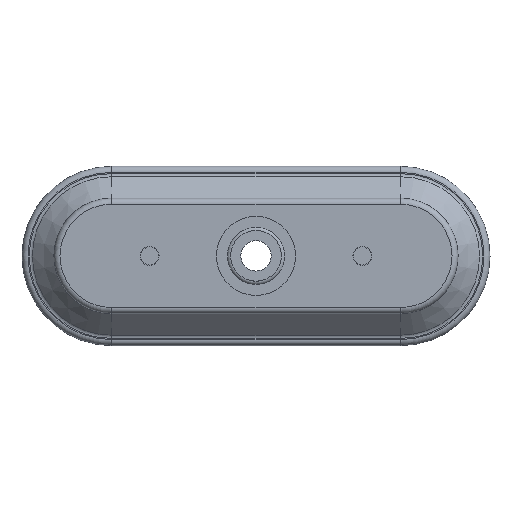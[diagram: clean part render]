
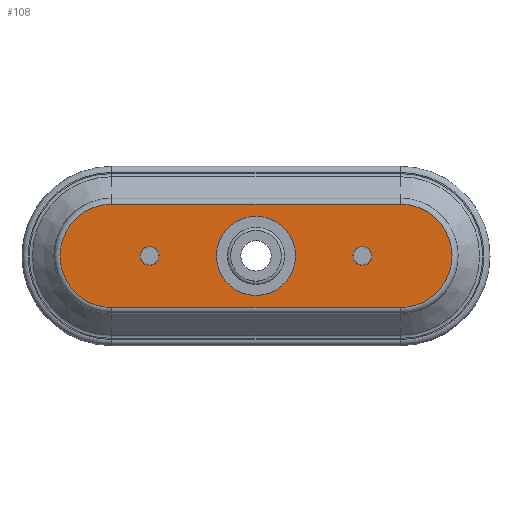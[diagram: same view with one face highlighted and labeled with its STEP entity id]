
A CAD part, top view. The second image highlights one B-rep face of the part: STEP entity #108.
In plain terms, the highlighted planar face has unit normal (0, 0, 1).
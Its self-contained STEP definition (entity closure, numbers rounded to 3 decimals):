
#108 = ADVANCED_FACE( '', ( #225, #226, #227, #228 ), #229, .F. );
#225 = FACE_OUTER_BOUND( '', #388, .T. );
#226 = FACE_BOUND( '', #389, .T. );
#227 = FACE_BOUND( '', #390, .T. );
#228 = FACE_BOUND( '', #391, .T. );
#229 = PLANE( '', #392 );
#388 = EDGE_LOOP( '', ( #671, #672, #673, #674 ) );
#389 = EDGE_LOOP( '', ( #675 ) );
#390 = EDGE_LOOP( '', ( #676 ) );
#391 = EDGE_LOOP( '', ( #677 ) );
#392 = AXIS2_PLACEMENT_3D( '', #678, #679, #680 );
#671 = ORIENTED_EDGE( '', *, *, #996, .T. );
#672 = ORIENTED_EDGE( '', *, *, #999, .T. );
#673 = ORIENTED_EDGE( '', *, *, #1000, .T. );
#674 = ORIENTED_EDGE( '', *, *, #1001, .T. );
#675 = ORIENTED_EDGE( '', *, *, #986, .T. );
#676 = ORIENTED_EDGE( '', *, *, #993, .T. );
#677 = ORIENTED_EDGE( '', *, *, #994, .T. );
#678 = CARTESIAN_POINT( '', ( 0., -19., 19.5 ) );
#679 = DIRECTION( '', ( 0., 0., -1. ) );
#680 = DIRECTION( '', ( -1., 0., 0. ) );
#986 = EDGE_CURVE( '', #1151, #1151, #1152, .T. );
#993 = EDGE_CURVE( '', #1165, #1165, #1166, .T. );
#994 = EDGE_CURVE( '', #1167, #1167, #1168, .T. );
#996 = EDGE_CURVE( '', #1172, #1170, #1173, .F. );
#999 = EDGE_CURVE( '', #1170, #1177, #1178, .F. );
#1000 = EDGE_CURVE( '', #1177, #1179, #1180, .F. );
#1001 = EDGE_CURVE( '', #1179, #1172, #1181, .F. );
#1151 = VERTEX_POINT( '', #1392 );
#1152 = CIRCLE( '', #1393, 13. );
#1165 = VERTEX_POINT( '', #1406 );
#1166 = CIRCLE( '', #1407, 3.1 );
#1167 = VERTEX_POINT( '', #1408 );
#1168 = CIRCLE( '', #1409, 3.1 );
#1170 = VERTEX_POINT( '', #1411 );
#1172 = VERTEX_POINT( '', #1413 );
#1173 = CIRCLE( '', #1414, 17. );
#1177 = VERTEX_POINT( '', #1418 );
#1178 = LINE( '', #1419, #1420 );
#1179 = VERTEX_POINT( '', #1421 );
#1180 = CIRCLE( '', #1422, 17. );
#1181 = LINE( '', #1423, #1424 );
#1392 = CARTESIAN_POINT( '', ( -13., 0., 19.5 ) );
#1393 = AXIS2_PLACEMENT_3D( '', #1635, #1636, #1637 );
#1406 = CARTESIAN_POINT( '', ( -31.9, 0., 19.5 ) );
#1407 = AXIS2_PLACEMENT_3D( '', #1656, #1657, #1658 );
#1408 = CARTESIAN_POINT( '', ( 38.1, 0., 19.5 ) );
#1409 = AXIS2_PLACEMENT_3D( '', #1659, #1660, #1661 );
#1411 = CARTESIAN_POINT( '', ( 47.5, 17., 19.5 ) );
#1413 = CARTESIAN_POINT( '', ( 47.5, -17., 19.5 ) );
#1414 = AXIS2_PLACEMENT_3D( '', #1665, #1666, #1667 );
#1418 = CARTESIAN_POINT( '', ( -47.5, 17., 19.5 ) );
#1419 = CARTESIAN_POINT( '', ( 0., 17., 19.5 ) );
#1420 = VECTOR( '', #1674, 1000. );
#1421 = CARTESIAN_POINT( '', ( -47.5, -17., 19.5 ) );
#1422 = AXIS2_PLACEMENT_3D( '', #1675, #1676, #1677 );
#1423 = CARTESIAN_POINT( '', ( 0., -17., 19.5 ) );
#1424 = VECTOR( '', #1678, 1000. );
#1635 = CARTESIAN_POINT( '', ( 0., 0., 19.5 ) );
#1636 = DIRECTION( '', ( 0., 0., -1. ) );
#1637 = DIRECTION( '', ( -1., 0., 0. ) );
#1656 = CARTESIAN_POINT( '', ( -35., 0., 19.5 ) );
#1657 = DIRECTION( '', ( 0., 0., -1. ) );
#1658 = DIRECTION( '', ( 1., 0., 0. ) );
#1659 = CARTESIAN_POINT( '', ( 35., 0., 19.5 ) );
#1660 = DIRECTION( '', ( 0., 0., -1. ) );
#1661 = DIRECTION( '', ( 1., 0., 0. ) );
#1665 = CARTESIAN_POINT( '', ( 47.5, 0., 19.5 ) );
#1666 = DIRECTION( '', ( 0., 0., -1. ) );
#1667 = DIRECTION( '', ( -1., 0., 0. ) );
#1674 = DIRECTION( '', ( 1., 0., 0. ) );
#1675 = CARTESIAN_POINT( '', ( -47.5, 0., 19.5 ) );
#1676 = DIRECTION( '', ( 0., 0., -1. ) );
#1677 = DIRECTION( '', ( -1., 0., 0. ) );
#1678 = DIRECTION( '', ( -1., 0., 0. ) );
